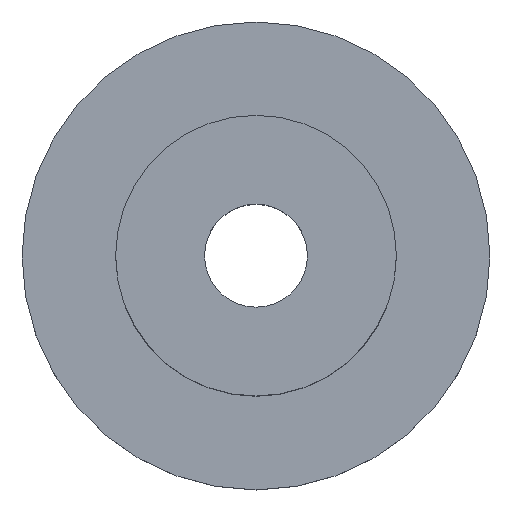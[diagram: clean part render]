
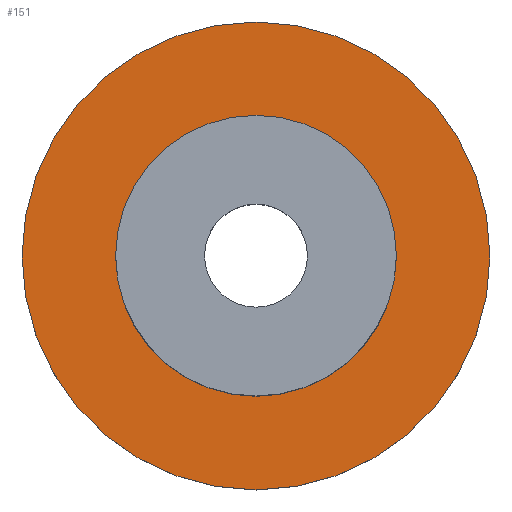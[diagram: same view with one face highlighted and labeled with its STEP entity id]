
A CAD part, top view. The second image highlights one B-rep face of the part: STEP entity #151.
In plain terms, the highlighted face is planar.
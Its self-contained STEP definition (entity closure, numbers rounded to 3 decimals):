
#85 = CYLINDRICAL_SURFACE('',#86,10.);
#86 = AXIS2_PLACEMENT_3D('',#87,#88,#89);
#87 = CARTESIAN_POINT('',(0.,0.,0.));
#88 = DIRECTION('',(0.,1.,0.));
#89 = DIRECTION('',(1.,0.,0.));
#102 = VERTEX_POINT('',#103);
#103 = CARTESIAN_POINT('',(10.,2.,0.));
#124 = EDGE_CURVE('',#102,#102,#125,.T.);
#125 = SURFACE_CURVE('',#126,(#131,#138),.PCURVE_S1.);
#126 = CIRCLE('',#127,10.);
#127 = AXIS2_PLACEMENT_3D('',#128,#129,#130);
#128 = CARTESIAN_POINT('',(0.,2.,0.));
#129 = DIRECTION('',(0.,-1.,0.));
#130 = DIRECTION('',(1.,0.,0.));
#131 = PCURVE('',#85,#132);
#132 = DEFINITIONAL_REPRESENTATION('',(#133),#137);
#133 = LINE('',#134,#135);
#134 = CARTESIAN_POINT('',(-0.,2.));
#135 = VECTOR('',#136,1.);
#136 = DIRECTION('',(-1.,0.));
#137 = ( GEOMETRIC_REPRESENTATION_CONTEXT(2) 
PARAMETRIC_REPRESENTATION_CONTEXT() REPRESENTATION_CONTEXT('2D SPACE',''
  ) );
#138 = PCURVE('',#139,#144);
#139 = PLANE('',#140);
#140 = AXIS2_PLACEMENT_3D('',#141,#142,#143);
#141 = CARTESIAN_POINT('',(0.,2.,0.));
#142 = DIRECTION('',(-0.,-1.,0.));
#143 = DIRECTION('',(1.,0.,0.));
#144 = DEFINITIONAL_REPRESENTATION('',(#145),#149);
#145 = CIRCLE('',#146,10.);
#146 = AXIS2_PLACEMENT_2D('',#147,#148);
#147 = CARTESIAN_POINT('',(0.,0.));
#148 = DIRECTION('',(1.,0.));
#149 = ( GEOMETRIC_REPRESENTATION_CONTEXT(2) 
PARAMETRIC_REPRESENTATION_CONTEXT() REPRESENTATION_CONTEXT('2D SPACE',''
  ) );
#151 = ADVANCED_FACE('',(#152,#155),#139,.F.);
#152 = FACE_BOUND('',#153,.F.);
#153 = EDGE_LOOP('',(#154));
#154 = ORIENTED_EDGE('',*,*,#124,.T.);
#155 = FACE_BOUND('',#156,.F.);
#156 = EDGE_LOOP('',(#157));
#157 = ORIENTED_EDGE('',*,*,#158,.F.);
#158 = EDGE_CURVE('',#159,#159,#161,.T.);
#159 = VERTEX_POINT('',#160);
#160 = CARTESIAN_POINT('',(6.,2.,0.));
#161 = SURFACE_CURVE('',#162,(#167,#174),.PCURVE_S1.);
#162 = CIRCLE('',#163,6.);
#163 = AXIS2_PLACEMENT_3D('',#164,#165,#166);
#164 = CARTESIAN_POINT('',(0.,2.,0.));
#165 = DIRECTION('',(0.,-1.,0.));
#166 = DIRECTION('',(1.,0.,0.));
#167 = PCURVE('',#139,#168);
#168 = DEFINITIONAL_REPRESENTATION('',(#169),#173);
#169 = CIRCLE('',#170,6.);
#170 = AXIS2_PLACEMENT_2D('',#171,#172);
#171 = CARTESIAN_POINT('',(0.,0.));
#172 = DIRECTION('',(1.,0.));
#173 = ( GEOMETRIC_REPRESENTATION_CONTEXT(2) 
PARAMETRIC_REPRESENTATION_CONTEXT() REPRESENTATION_CONTEXT('2D SPACE',''
  ) );
#174 = PCURVE('',#175,#180);
#175 = CYLINDRICAL_SURFACE('',#176,6.);
#176 = AXIS2_PLACEMENT_3D('',#177,#178,#179);
#177 = CARTESIAN_POINT('',(0.,2.,0.));
#178 = DIRECTION('',(0.,1.,0.));
#179 = DIRECTION('',(1.,0.,0.));
#180 = DEFINITIONAL_REPRESENTATION('',(#181),#185);
#181 = LINE('',#182,#183);
#182 = CARTESIAN_POINT('',(-0.,0.));
#183 = VECTOR('',#184,1.);
#184 = DIRECTION('',(-1.,0.));
#185 = ( GEOMETRIC_REPRESENTATION_CONTEXT(2) 
PARAMETRIC_REPRESENTATION_CONTEXT() REPRESENTATION_CONTEXT('2D SPACE',''
  ) );
